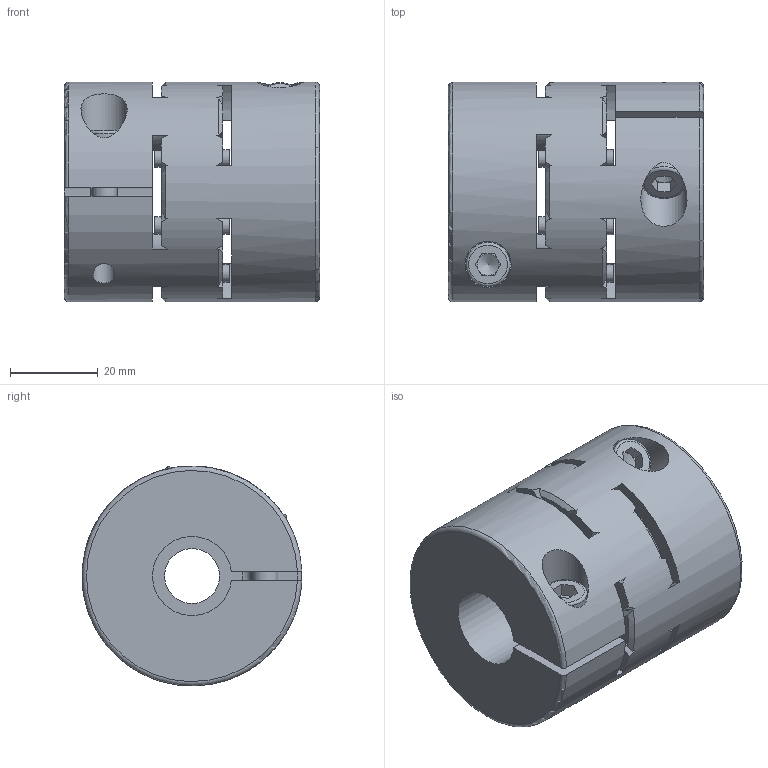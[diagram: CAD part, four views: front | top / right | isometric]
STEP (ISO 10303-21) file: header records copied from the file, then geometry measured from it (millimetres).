
FILE_DESCRIPTION( ( 'Unknown' ), '1' );
FILE_NAME( 'EKM 45.stp', 'Unknown', ( 'Unknown' ), ( 'Unknown' ), 'PSStep 10.1', 'Unknown', ' ' );
FILE_SCHEMA( ( 'AUTOMOTIVE_DESIGN { 1 0 10303 214 1 1 1 1 }' ) );
Length unit declared in the file: millimetre
Products named in the file (1): KT101732
Bounding box: 58 x 49.98 x 49.99 mm (x, y, z)
Volume: 86794.4 mm3; surface area: 27248.5 mm2
Topology: 1 solids, 1 shells, 207 faces, 589 edges, 379 vertices
Faces by surface type: cylinder 73, cone 68, plane 60, torus 6
Full cylindrical faces by diameter (mm): 4 x8, 5 x2, 6 x2, 6.4 x2, 10 x2, 10.5 x2, 12.5 x1, 27 x2, 50 x1
Entity records: 8716 total; most frequent: CARTESIAN_POINT 1903, ORIENTED_EDGE 1076, DIRECTION 1074, EDGE_CURVE 538, AXIS2_PLACEMENT_3D 465, VERTEX_POINT 362, EDGE_LOOP 266, CIRCLE 258
